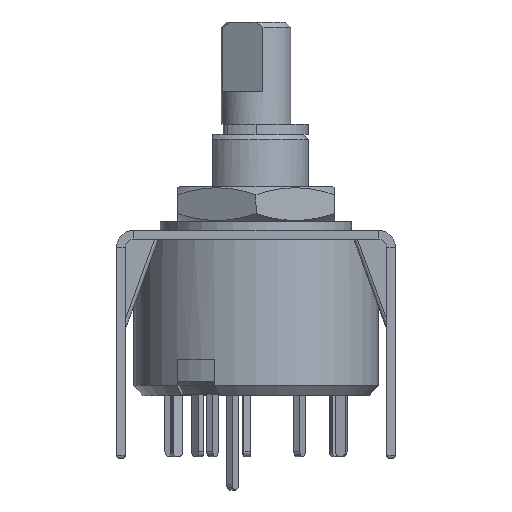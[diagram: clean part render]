
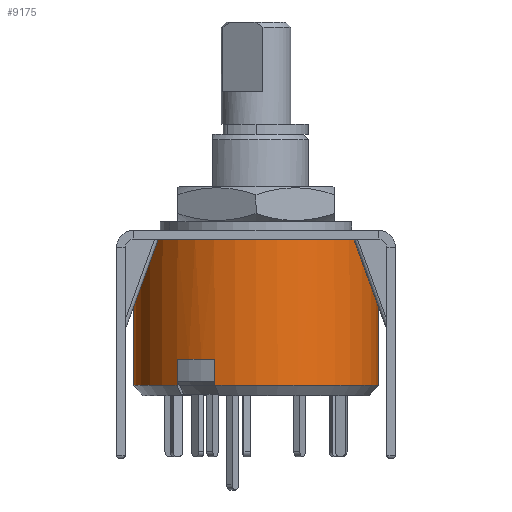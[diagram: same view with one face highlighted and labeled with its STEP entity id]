
A CAD part, front view. The second image highlights one B-rep face of the part: STEP entity #9175.
In plain terms, the highlighted cylindrical face has radius 7 mm (diameter 14 mm), a partial arc.
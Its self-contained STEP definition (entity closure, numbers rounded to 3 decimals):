
#110 = ORIENTED_EDGE ( 'NONE', *, *, #10038, .T. ) ;
#182 = EDGE_CURVE ( 'NONE', #1015, #3783, #3470, .T. ) ;
#250 = EDGE_CURVE ( 'NONE', #6272, #3783, #5806, .T. ) ;
#341 = DIRECTION ( 'NONE',  ( 0., 0., -1. ) ) ;
#747 = CARTESIAN_POINT ( 'NONE',  ( 7., 0., 0.95 ) ) ;
#848 = AXIS2_PLACEMENT_3D ( 'NONE', #11422, #13850, #12585 ) ;
#930 = CARTESIAN_POINT ( 'NONE',  ( -7., 0., 0.95 ) ) ;
#1015 = VERTEX_POINT ( 'NONE', #15673 ) ;
#1403 = AXIS2_PLACEMENT_3D ( 'NONE', #13897, #10058, #2541 ) ;
#1433 = DIRECTION ( 'NONE',  ( 0., 0., -1. ) ) ;
#2068 = LINE ( 'NONE', #9039, #5397 ) ;
#2148 = CIRCLE ( 'NONE', #848, 7. ) ;
#2385 = CARTESIAN_POINT ( 'NONE',  ( -2.361, -6.59, -5.9 ) ) ;
#2541 = DIRECTION ( 'NONE',  ( -1., 0., 0. ) ) ;
#2860 = ORIENTED_EDGE ( 'NONE', *, *, #5718, .T. ) ;
#2896 = EDGE_CURVE ( 'NONE', #15753, #14936, #2148, .T. ) ;
#3065 = CARTESIAN_POINT ( 'NONE',  ( 7., 0., -7.4 ) ) ;
#3470 = CIRCLE ( 'NONE', #8497, 7. ) ;
#3783 = VERTEX_POINT ( 'NONE', #9758 ) ;
#3844 = DIRECTION ( 'NONE',  ( 0., 0., -1. ) ) ;
#3990 = DIRECTION ( 'NONE',  ( 1., 0., 0. ) ) ;
#4083 = ORIENTED_EDGE ( 'NONE', *, *, #2896, .T. ) ;
#4447 = FACE_OUTER_BOUND ( 'NONE', #13432, .T. ) ;
#5140 = CARTESIAN_POINT ( 'NONE',  ( -7., 0., 9. ) ) ;
#5397 = VECTOR ( 'NONE', #341, 1000. ) ;
#5677 = CARTESIAN_POINT ( 'NONE',  ( -4.526, -5.34, -5.9 ) ) ;
#5718 = EDGE_CURVE ( 'NONE', #7728, #6272, #14640, .T. ) ;
#5745 = AXIS2_PLACEMENT_3D ( 'NONE', #8359, #11987, #9505 ) ;
#5806 = LINE ( 'NONE', #5140, #13476 ) ;
#6123 = ORIENTED_EDGE ( 'NONE', *, *, #6645, .F. ) ;
#6272 = VERTEX_POINT ( 'NONE', #930 ) ;
#6334 = AXIS2_PLACEMENT_3D ( 'NONE', #11760, #9273, #9449 ) ;
#6406 = CARTESIAN_POINT ( 'NONE',  ( 7., 0., 9. ) ) ;
#6645 = EDGE_CURVE ( 'NONE', #10361, #9290, #7598, .T. ) ;
#6988 = VECTOR ( 'NONE', #1433, 1000. ) ;
#7017 = ORIENTED_EDGE ( 'NONE', *, *, #9567, .T. ) ;
#7598 = CIRCLE ( 'NONE', #6334, 7. ) ;
#7728 = VERTEX_POINT ( 'NONE', #747 ) ;
#8230 = EDGE_CURVE ( 'NONE', #7728, #10361, #10352, .T. ) ;
#8335 = VECTOR ( 'NONE', #10188, 1000. ) ;
#8359 = CARTESIAN_POINT ( 'NONE',  ( 0., 0., 9. ) ) ;
#8497 = AXIS2_PLACEMENT_3D ( 'NONE', #11352, #3844, #3990 ) ;
#9039 = CARTESIAN_POINT ( 'NONE',  ( -2.361, -6.59, 9. ) ) ;
#9175 = ADVANCED_FACE ( 'NONE', ( #4447 ), #15794, .T. ) ;
#9273 = DIRECTION ( 'NONE',  ( 0., 0., -1. ) ) ;
#9290 = VERTEX_POINT ( 'NONE', #12314 ) ;
#9449 = DIRECTION ( 'NONE',  ( 1., 0., 0. ) ) ;
#9505 = DIRECTION ( 'NONE',  ( -1., 0., 0. ) ) ;
#9567 = EDGE_CURVE ( 'NONE', #14936, #9290, #2068, .T. ) ;
#9706 = LINE ( 'NONE', #13875, #8335 ) ;
#9758 = CARTESIAN_POINT ( 'NONE',  ( -7., 0., -7.4 ) ) ;
#10038 = EDGE_CURVE ( 'NONE', #1015, #15753, #9706, .T. ) ;
#10058 = DIRECTION ( 'NONE',  ( 0., 0., -1. ) ) ;
#10188 = DIRECTION ( 'NONE',  ( 0., 0., 1. ) ) ;
#10352 = LINE ( 'NONE', #6406, #6988 ) ;
#10361 = VERTEX_POINT ( 'NONE', #3065 ) ;
#10909 = ORIENTED_EDGE ( 'NONE', *, *, #182, .F. ) ;
#11352 = CARTESIAN_POINT ( 'NONE',  ( 0., 0., -7.4 ) ) ;
#11422 = CARTESIAN_POINT ( 'NONE',  ( 0., 0., -5.9 ) ) ;
#11451 = DIRECTION ( 'NONE',  ( 0., 0., -1. ) ) ;
#11760 = CARTESIAN_POINT ( 'NONE',  ( 0., 0., -7.4 ) ) ;
#11818 = ORIENTED_EDGE ( 'NONE', *, *, #8230, .F. ) ;
#11987 = DIRECTION ( 'NONE',  ( 0., 0., -1. ) ) ;
#12314 = CARTESIAN_POINT ( 'NONE',  ( -2.361, -6.59, -7.4 ) ) ;
#12585 = DIRECTION ( 'NONE',  ( -1., 0., 0. ) ) ;
#13432 = EDGE_LOOP ( 'NONE', ( #11818, #2860, #14227, #10909, #110, #4083, #7017, #6123 ) ) ;
#13476 = VECTOR ( 'NONE', #11451, 1000. ) ;
#13850 = DIRECTION ( 'NONE',  ( 0., 0., 1. ) ) ;
#13875 = CARTESIAN_POINT ( 'NONE',  ( -4.526, -5.34, 9. ) ) ;
#13897 = CARTESIAN_POINT ( 'NONE',  ( 0., 0., 0.95 ) ) ;
#14227 = ORIENTED_EDGE ( 'NONE', *, *, #250, .T. ) ;
#14640 = CIRCLE ( 'NONE', #1403, 7. ) ;
#14936 = VERTEX_POINT ( 'NONE', #2385 ) ;
#15673 = CARTESIAN_POINT ( 'NONE',  ( -4.526, -5.34, -7.4 ) ) ;
#15753 = VERTEX_POINT ( 'NONE', #5677 ) ;
#15794 = CYLINDRICAL_SURFACE ( 'NONE', #5745, 7. ) ;
